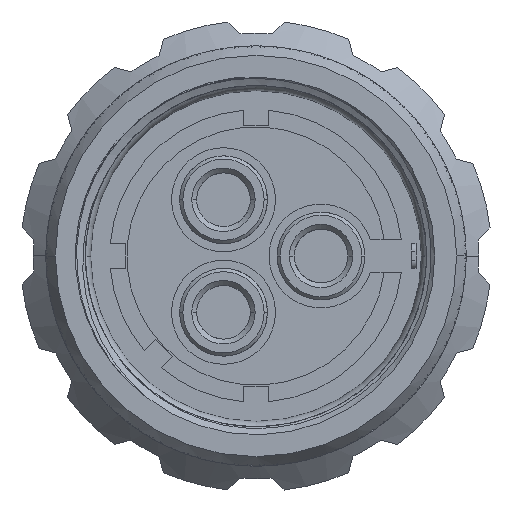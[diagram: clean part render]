
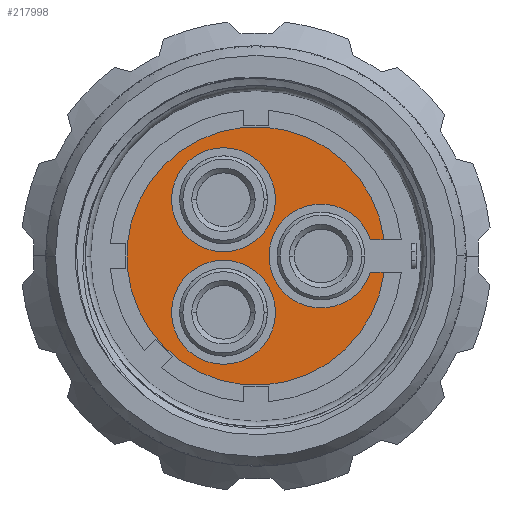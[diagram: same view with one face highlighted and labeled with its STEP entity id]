
A CAD part, left-side view. The second image highlights one B-rep face of the part: STEP entity #217998.
In plain terms, the highlighted planar face has unit normal (-1, 0, 0).
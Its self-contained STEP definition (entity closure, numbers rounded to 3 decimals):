
#67602=CARTESIAN_POINT('',(-6.8,-4.,0.));
#67603=DIRECTION('',(1.,0.,0.));
#67604=DIRECTION('',(0.,-0.95,-0.313));
#67605=AXIS2_PLACEMENT_3D('',#67602,#67603,#67604);
#67722=CARTESIAN_POINT('',(-6.8,0.,0.));
#67723=DIRECTION('',(-1.,0.,0.));
#67724=DIRECTION('',(0.,-0.992,0.126));
#67725=AXIS2_PLACEMENT_3D('',#67722,#67723,#67724);
#67732=DIRECTION('',(0.,1.,0.));
#67733=VECTOR('',#67732,0.847);
#67734=CARTESIAN_POINT('',(-6.8,-7.887,1.));
#67735=LINE('20994',#67734,#67733);
#67736=DIRECTION('',(0.,1.,0.));
#67737=VECTOR('',#67736,0.847);
#67738=CARTESIAN_POINT('',(-6.8,-7.887,-1.));
#67739=LINE('20995',#67738,#67737);
#67740=CARTESIAN_POINT('',(-6.8,2.,-3.464));
#67741=DIRECTION('',(-1.,0.,0.));
#67742=DIRECTION('',(0.,0.5,-0.866));
#67743=AXIS2_PLACEMENT_3D('',#67740,#67741,#67742);
#67745=CARTESIAN_POINT('',(-6.8,2.,-3.464));
#67746=DIRECTION('',(-1.,0.,0.));
#67747=DIRECTION('',(0.,-0.5,0.866));
#67748=AXIS2_PLACEMENT_3D('',#67745,#67746,#67747);
#67750=CARTESIAN_POINT('',(-6.8,2.,3.464));
#67751=DIRECTION('',(-1.,0.,0.));
#67752=DIRECTION('',(0.,0.5,0.866));
#67753=AXIS2_PLACEMENT_3D('',#67750,#67751,#67752);
#67755=CARTESIAN_POINT('',(-6.8,2.,3.464));
#67756=DIRECTION('',(-1.,0.,0.));
#67757=DIRECTION('',(0.,-0.5,-0.866));
#67758=AXIS2_PLACEMENT_3D('',#67755,#67756,#67757);
#80346=CARTESIAN_POINT('',(-6.8,3.6,-6.235));
#80347=CARTESIAN_POINT('',(-6.8,0.4,-0.693));
#80348=VERTEX_POINT('',#80346);
#80349=VERTEX_POINT('',#80347);
#80350=CARTESIAN_POINT('',(-6.8,3.6,6.235));
#80351=CARTESIAN_POINT('',(-6.8,0.4,0.693));
#80352=VERTEX_POINT('',#80350);
#80353=VERTEX_POINT('',#80351);
#80606=CARTESIAN_POINT('',(-6.8,-7.887,1.));
#80607=CARTESIAN_POINT('',(-6.8,-7.04,1.));
#80608=VERTEX_POINT('',#80606);
#80609=VERTEX_POINT('',#80607);
#80610=CARTESIAN_POINT('',(-6.8,-7.887,-1.));
#80611=CARTESIAN_POINT('',(-6.8,-7.04,-1.));
#80612=VERTEX_POINT('',#80610);
#80613=VERTEX_POINT('',#80611);
#217975=CARTESIAN_POINT('',(-6.8,0.,0.));
#217976=DIRECTION('',(1.,0.,0.));
#217977=DIRECTION('',(0.,-1.,0.));
#217978=AXIS2_PLACEMENT_3D('',#217975,#217976,#217977);
#217979=PLANE('1474',#217978);
#217980=ORIENTED_EDGE('20994',*,*,#217655,.T.);
#217981=ORIENTED_EDGE('21012',*,*,#217679,.F.);
#217982=ORIENTED_EDGE('20995',*,*,#217703,.F.);
#217983=ORIENTED_EDGE('21010',*,*,#217960,.F.);
#217984=EDGE_LOOP('1474',(#217980,#217981,#217982,#217983));
#217985=FACE_OUTER_BOUND('1474',#217984,.F.);
#217987=ORIENTED_EDGE('20772',*,*,#217986,.T.);
#217989=ORIENTED_EDGE('20773',*,*,#217988,.T.);
#217990=EDGE_LOOP('1474',(#217987,#217989));
#217991=FACE_BOUND('1474',#217990,.F.);
#217993=ORIENTED_EDGE('20774',*,*,#217992,.T.);
#217995=ORIENTED_EDGE('20775',*,*,#217994,.T.);
#217996=EDGE_LOOP('1474',(#217993,#217995));
#217997=FACE_BOUND('1474',#217996,.F.);
#67606=CIRCLE('21012',#67605,3.2);
#67726=CIRCLE('21010',#67725,7.95);
#67744=CIRCLE('20772',#67743,3.2);
#67749=CIRCLE('20773',#67748,3.2);
#67754=CIRCLE('20774',#67753,3.2);
#67759=CIRCLE('20775',#67758,3.2);
#217655=EDGE_CURVE('20994',#80608,#80609,#67735,.T.);
#217679=EDGE_CURVE('21012',#80613,#80609,#67606,.T.);
#217703=EDGE_CURVE('20995',#80612,#80613,#67739,.T.);
#217960=EDGE_CURVE('21010',#80608,#80612,#67726,.T.);
#217986=EDGE_CURVE('20772',#80348,#80349,#67744,.T.);
#217988=EDGE_CURVE('20773',#80349,#80348,#67749,.T.);
#217992=EDGE_CURVE('20774',#80352,#80353,#67754,.T.);
#217994=EDGE_CURVE('20775',#80353,#80352,#67759,.T.);
#217998=ADVANCED_FACE('1474',(#217985,#217991,#217997),#217979,.F.);
